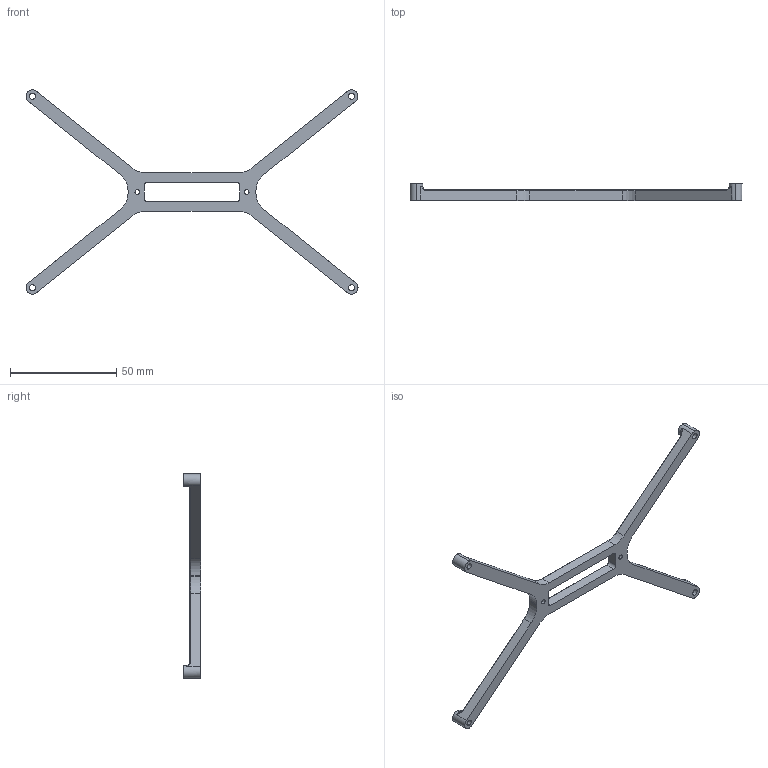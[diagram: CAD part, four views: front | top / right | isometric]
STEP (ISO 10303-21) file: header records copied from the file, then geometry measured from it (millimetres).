
FILE_DESCRIPTION (( 'STEP AP214' ), '1' );
FILE_NAME ('匐蛈赶盓殤筵离.STEP', '2021-06-28T06:58:59', ( '' ), ( '' ), 'SwSTEP 2.0', 'SolidWorks 2020', '' );
FILE_SCHEMA (( 'AUTOMOTIVE_DESIGN' ));
Length unit declared in the file: millimetre
Products named in the file (1): 匐蛈赶盓殤筵离
Bounding box: 156 x 8 x 96 mm (x, y, z)
Volume: 10866.6 mm3; surface area: 8430.4 mm2
Topology: 1 solids, 1 shells, 118 faces, 292 edges, 170 vertices
Faces by surface type: plane 40, cylinder 36, cone 28, bspline 8, torus 6
Entity records: 4800 total; most frequent: CARTESIAN_POINT 1989, DIRECTION 594, ORIENTED_EDGE 568, EDGE_CURVE 284, AXIS2_PLACEMENT_3D 225, VERTEX_POINT 170, LINE 144, VECTOR 144
